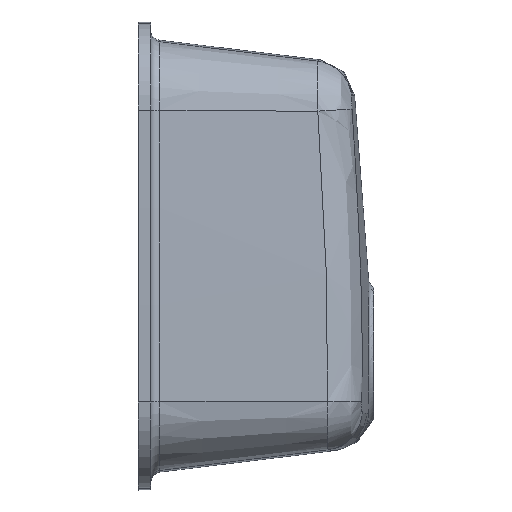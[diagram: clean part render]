
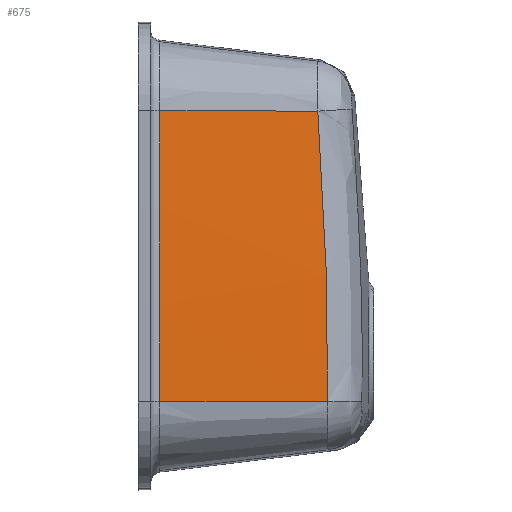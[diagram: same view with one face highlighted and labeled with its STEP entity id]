
A CAD part, left-side view. The second image highlights one B-rep face of the part: STEP entity #675.
In plain terms, the highlighted conical face has half-angle 7 degrees and reference radius 6258.93 mm.
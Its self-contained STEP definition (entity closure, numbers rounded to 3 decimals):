
#3 = DIRECTION ( 'NONE',  ( 0., 0., 1. ) ) ;
#75 = CARTESIAN_POINT ( 'NONE',  ( -185.739, 26.492, -139.027 ) ) ;
#111 = CARTESIAN_POINT ( 'NONE',  ( -187.596, 30.313, 46.426 ) ) ;
#129 = LINE ( 'NONE', #1749, #878 ) ;
#151 = ORIENTED_EDGE ( 'NONE', *, *, #1461, .F. ) ;
#214 = VERTEX_POINT ( 'NONE', #3548 ) ;
#410 = DIRECTION ( 'NONE',  ( 0., 1., 0. ) ) ;
#432 = EDGE_CURVE ( 'NONE', #214, #1592, #1369, .T. ) ;
#674 = DIRECTION ( 'NONE',  ( 0., -1., 0. ) ) ;
#675 = ADVANCED_FACE ( 'NONE', ( #1204 ), #1429, .T. ) ;
#736 = CARTESIAN_POINT ( 'NONE',  ( -187.165, 26.533, -46.276 ) ) ;
#738 = CARTESIAN_POINT ( 'NONE',  ( 6049.5, 206.781, 0. ) ) ;
#878 = VECTOR ( 'NONE', #1732, 1000. ) ;
#1112 = DIRECTION ( 'NONE',  ( 0., 0., 1. ) ) ;
#1165 = ORIENTED_EDGE ( 'NONE', *, *, #432, .T. ) ;
#1177 = B_SPLINE_CURVE_WITH_KNOTS ( 'NONE', 3,
 ( #4235, #1452, #2197, #3587, #4268, #736, #1476, #2904, #4223, #111, #3605, #2149, #1512, #2554 ),
 .UNSPECIFIED., .F., .F.,
 ( 4, 2, 2, 2, 2, 2, 4 ),
 ( 0., 0.035, 0.07, 0.139, 0.174, 0.209, 0.278 ),
 .UNSPECIFIED. ) ;
#1204 = FACE_OUTER_BOUND ( 'NONE', #2689, .T. ) ;
#1271 = AXIS2_PLACEMENT_3D ( 'NONE', #738, #410, #1112 ) ;
#1369 = LINE ( 'NONE', #4037, #3292 ) ;
#1429 = CONICAL_SURFACE ( 'NONE', #1271, 6258.925, 0.122 ) ;
#1452 = CARTESIAN_POINT ( 'NONE',  ( -185.968, 26.254, -127.43 ) ) ;
#1461 = EDGE_CURVE ( 'NONE', #3838, #3350, #129, .T. ) ;
#1476 = CARTESIAN_POINT ( 'NONE',  ( -187.38, 27.23, -23.097 ) ) ;
#1512 = CARTESIAN_POINT ( 'NONE',  ( -187.21, 34.268, 115.903 ) ) ;
#1592 = VERTEX_POINT ( 'NONE', #75 ) ;
#1657 = AXIS2_PLACEMENT_3D ( 'NONE', #2777, #674, #3 ) ;
#1732 = DIRECTION ( 'NONE',  ( 0.122, -0.993, -0.003 ) ) ;
#1749 = CARTESIAN_POINT ( 'NONE',  ( -207.87, 206.781, 139.521 ) ) ;
#2149 = CARTESIAN_POINT ( 'NONE',  ( -187.424, 32.862, 92.749 ) ) ;
#2197 = CARTESIAN_POINT ( 'NONE',  ( -186.176, 26.107, -115.834 ) ) ;
#2260 = ORIENTED_EDGE ( 'NONE', *, *, #3382, .T. ) ;
#2432 = CIRCLE ( 'NONE', #1657, 6256.523 ) ;
#2554 = CARTESIAN_POINT ( 'NONE',  ( -186.873, 35.734, 139.053 ) ) ;
#2689 = EDGE_LOOP ( 'NONE', ( #1165, #3620, #151, #2260 ) ) ;
#2777 = CARTESIAN_POINT ( 'NONE',  ( 6049.5, 187.219, 0. ) ) ;
#2904 = CARTESIAN_POINT ( 'NONE',  ( -187.552, 28.64, 11.668 ) ) ;
#3292 = VECTOR ( 'NONE', #3716, 1000. ) ;
#3350 = VERTEX_POINT ( 'NONE', #4464 ) ;
#3382 = EDGE_CURVE ( 'NONE', #3838, #214, #2432, .T. ) ;
#3548 = CARTESIAN_POINT ( 'NONE',  ( -205.469, 187.219, -139.467 ) ) ;
#3587 = CARTESIAN_POINT ( 'NONE',  ( -186.553, 26.016, -92.645 ) ) ;
#3605 = CARTESIAN_POINT ( 'NONE',  ( -187.574, 30.928, 58.008 ) ) ;
#3620 = ORIENTED_EDGE ( 'NONE', *, *, #4183, .T. ) ;
#3716 = DIRECTION ( 'NONE',  ( 0.122, -0.993, 0.003 ) ) ;
#3838 = VERTEX_POINT ( 'NONE', #4348 ) ;
#4037 = CARTESIAN_POINT ( 'NONE',  ( -207.87, 206.781, -139.521 ) ) ;
#4183 = EDGE_CURVE ( 'NONE', #1592, #3350, #1177, .T. ) ;
#4223 = CARTESIAN_POINT ( 'NONE',  ( -187.585, 29.169, 23.256 ) ) ;
#4235 = CARTESIAN_POINT ( 'NONE',  ( -185.739, 26.492, -139.027 ) ) ;
#4268 = CARTESIAN_POINT ( 'NONE',  ( -186.721, 26.073, -81.052 ) ) ;
#4348 = CARTESIAN_POINT ( 'NONE',  ( -205.469, 187.219, 139.467 ) ) ;
#4464 = CARTESIAN_POINT ( 'NONE',  ( -186.873, 35.734, 139.053 ) ) ;
